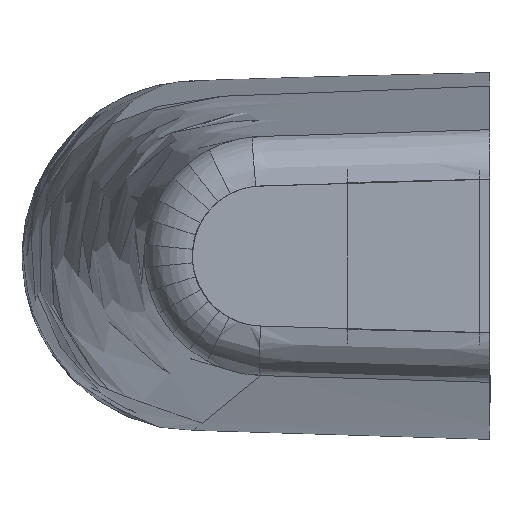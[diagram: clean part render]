
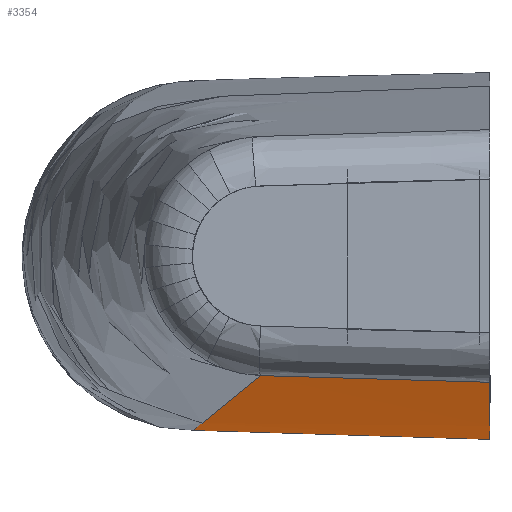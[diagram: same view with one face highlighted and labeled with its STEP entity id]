
A CAD part, left-side view. The second image highlights one B-rep face of the part: STEP entity #3354.
In plain terms, the highlighted free-form (B-spline) face has degree [1, 3] with [2, 5] control points.
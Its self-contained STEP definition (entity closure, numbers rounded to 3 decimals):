
#24 = FACE_OUTER_BOUND ( 'NONE', #6718, .T. ) ;
#117 = ORIENTED_EDGE ( 'NONE', *, *, #158, .T. ) ;
#158 = EDGE_CURVE ( 'NONE', #1690, #6579, #5662, .T. ) ;
#162 = CARTESIAN_POINT ( 'NONE',  ( 268.327, -1.5, -17.809 ) ) ;
#260 = CARTESIAN_POINT ( 'NONE',  ( -267.525, 24.759, -17.044 ) ) ;
#412 = EDGE_CURVE ( 'NONE', #6579, #5436, #2069, .T. ) ;
#481 = B_SPLINE_CURVE_WITH_KNOTS ( 'NONE', 3,
 ( #1495, #7464, #5110, #1548, #5704 ),
 .UNSPECIFIED., .F., .F.,
 ( 4, 1, 4 ),
 ( 0.012, 0.5, 0.988 ),
 .UNSPECIFIED. ) ;
#636 = B_SPLINE_SURFACE_WITH_KNOTS ( 'NONE', 1, 3, ( 
 ( #3745, #2584, #4513, #951, #5124 ),
 ( #1565, #5721, #2167, #6319, #2741 ) ),
 .UNSPECIFIED., .F., .F., .F.,
 ( 2, 2 ),
 ( 4, 1, 4 ),
 ( 0., 1. ),
 ( 0., 0.5, 1. ),
 .UNSPECIFIED. ) ;
#708 = CARTESIAN_POINT ( 'NONE',  ( 268.046, 7.703, -17.541 ) ) ;
#820 = CARTESIAN_POINT ( 'NONE',  ( -268.327, -1.5, -17.809 ) ) ;
#849 = CARTESIAN_POINT ( 'NONE',  ( -267.337, 30.894, -16.865 ) ) ;
#951 = CARTESIAN_POINT ( 'NONE',  ( -183.333, 35.501, -20.62 ) ) ;
#1204 = CARTESIAN_POINT ( 'NONE',  ( 267.337, 30.894, -16.865 ) ) ;
#1495 = CARTESIAN_POINT ( 'NONE',  ( 268.327, -1.5, -17.809 ) ) ;
#1548 = CARTESIAN_POINT ( 'NONE',  ( -178.885, -1.5, -21.954 ) ) ;
#1565 = CARTESIAN_POINT ( 'NONE',  ( 275., -1.5, -17.5 ) ) ;
#1569 = CARTESIAN_POINT ( 'NONE',  ( 267.337, 30.894, -16.865 ) ) ;
#1690 = VERTEX_POINT ( 'NONE', #3022 ) ;
#2016 = CARTESIAN_POINT ( 'NONE',  ( 268.237, 1.444, -17.724 ) ) ;
#2069 = B_SPLINE_CURVE_WITH_KNOTS ( 'NONE', 3,
 ( #1204, #3003, #4121, #2934, #6594, #4092, #708, #6581, #4136, #3779, #5667, #2016, #162 ),
 .UNSPECIFIED., .F., .F.,
 ( 4, 3, 3, 3, 4 ),
 ( 0., 0.014, 0.023, 0.024, 0.032 ),
 .UNSPECIFIED. ) ;
#2167 = CARTESIAN_POINT ( 'NONE',  ( 0., -1.5, -30.25 ) ) ;
#2188 = CARTESIAN_POINT ( 'NONE',  ( 178.225, 35.777, -20.845 ) ) ;
#2584 = CARTESIAN_POINT ( 'NONE',  ( 183.333, 35.501, -20.62 ) ) ;
#2612 = CARTESIAN_POINT ( 'NONE',  ( -268.042, 7.825, -17.538 ) ) ;
#2741 = CARTESIAN_POINT ( 'NONE',  ( -275., -1.5, -17.5 ) ) ;
#2901 = ORIENTED_EDGE ( 'NONE', *, *, #6832, .T. ) ;
#2934 = CARTESIAN_POINT ( 'NONE',  ( 267.765, 16.907, -17.273 ) ) ;
#3003 = CARTESIAN_POINT ( 'NONE',  ( 267.48, 26.232, -17.001 ) ) ;
#3022 = CARTESIAN_POINT ( 'NONE',  ( -267.337, 30.894, -16.865 ) ) ;
#3212 = CARTESIAN_POINT ( 'NONE',  ( -267.806, 15.555, -17.312 ) ) ;
#3354 = ADVANCED_FACE ( 'NONE', ( #24 ), #636, .T. ) ;
#3744 = CARTESIAN_POINT ( 'NONE',  ( 268.327, -1.5, -17.809 ) ) ;
#3745 = CARTESIAN_POINT ( 'NONE',  ( 275., 30.474, -16.523 ) ) ;
#3779 = CARTESIAN_POINT ( 'NONE',  ( 268.057, 7.332, -17.552 ) ) ;
#3804 = CARTESIAN_POINT ( 'NONE',  ( -267.619, 21.691, -17.134 ) ) ;
#3947 = CARTESIAN_POINT ( 'NONE',  ( -267.337, 30.894, -16.865 ) ) ;
#4092 = CARTESIAN_POINT ( 'NONE',  ( 267.952, 10.771, -17.452 ) ) ;
#4121 = CARTESIAN_POINT ( 'NONE',  ( 267.622, 21.569, -17.137 ) ) ;
#4136 = CARTESIAN_POINT ( 'NONE',  ( 268.053, 7.456, -17.548 ) ) ;
#4407 = CARTESIAN_POINT ( 'NONE',  ( -267.431, 27.826, -16.955 ) ) ;
#4513 = CARTESIAN_POINT ( 'NONE',  ( 0., 45.554, -28.812 ) ) ;
#4619 = CARTESIAN_POINT ( 'NONE',  ( 267.337, 30.894, -16.865 ) ) ;
#4694 = ORIENTED_EDGE ( 'NONE', *, *, #412, .T. ) ;
#4804 = CARTESIAN_POINT ( 'NONE',  ( -268.327, -1.5, -17.809 ) ) ;
#4900 = CARTESIAN_POINT ( 'NONE',  ( -178.225, 35.777, -20.845 ) ) ;
#5110 = CARTESIAN_POINT ( 'NONE',  ( 0., -1.5, -30.046 ) ) ;
#5124 = CARTESIAN_POINT ( 'NONE',  ( -275., 30.474, -16.523 ) ) ;
#5295 = B_SPLINE_CURVE_WITH_KNOTS ( 'NONE', 3,
 ( #820, #5583, #2612, #6775, #3212, #7371, #3804, #260, #4407, #849 ),
 .UNSPECIFIED., .F., .F.,
 ( 4, 3, 3, 4 ),
 ( 0., 0.014, 0.023, 0.032 ),
 .UNSPECIFIED. ) ;
#5436 = VERTEX_POINT ( 'NONE', #3744 ) ;
#5583 = CARTESIAN_POINT ( 'NONE',  ( -268.185, 3.163, -17.673 ) ) ;
#5662 = B_SPLINE_CURVE_WITH_KNOTS ( 'NONE', 3,
 ( #3947, #4900, #7069, #2188, #1569 ),
 .UNSPECIFIED., .F., .F.,
 ( 4, 1, 4 ),
 ( 0.014, 0.5, 0.986 ),
 .UNSPECIFIED. ) ;
#5667 = CARTESIAN_POINT ( 'NONE',  ( 268.147, 4.388, -17.638 ) ) ;
#5704 = CARTESIAN_POINT ( 'NONE',  ( -268.327, -1.5, -17.809 ) ) ;
#5721 = CARTESIAN_POINT ( 'NONE',  ( 183.333, -1.5, -21.75 ) ) ;
#5788 = EDGE_CURVE ( 'NONE', #5436, #6952, #481, .T. ) ;
#6319 = CARTESIAN_POINT ( 'NONE',  ( -183.333, -1.5, -21.75 ) ) ;
#6337 = ORIENTED_EDGE ( 'NONE', *, *, #5788, .T. ) ;
#6579 = VERTEX_POINT ( 'NONE', #4619 ) ;
#6581 = CARTESIAN_POINT ( 'NONE',  ( 268.05, 7.58, -17.545 ) ) ;
#6594 = CARTESIAN_POINT ( 'NONE',  ( 267.858, 13.839, -17.362 ) ) ;
#6718 = EDGE_LOOP ( 'NONE', ( #6337, #2901, #117, #4694 ) ) ;
#6775 = CARTESIAN_POINT ( 'NONE',  ( -267.9, 12.488, -17.402 ) ) ;
#6832 = EDGE_CURVE ( 'NONE', #6952, #1690, #5295, .T. ) ;
#6952 = VERTEX_POINT ( 'NONE', #4804 ) ;
#7069 = CARTESIAN_POINT ( 'NONE',  ( 0., 45.278, -28.587 ) ) ;
#7371 = CARTESIAN_POINT ( 'NONE',  ( -267.712, 18.623, -17.223 ) ) ;
#7464 = CARTESIAN_POINT ( 'NONE',  ( 178.885, -1.5, -21.954 ) ) ;
